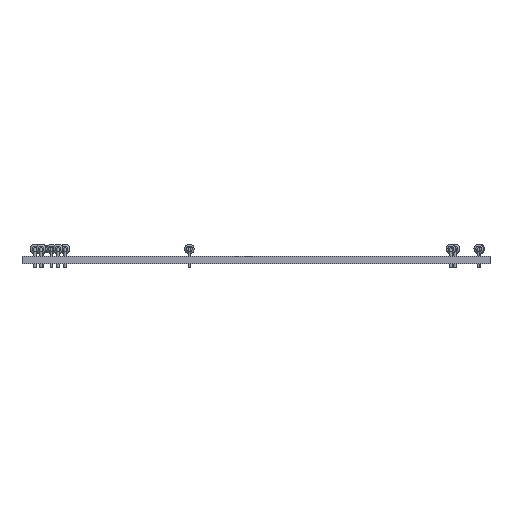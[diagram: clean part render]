
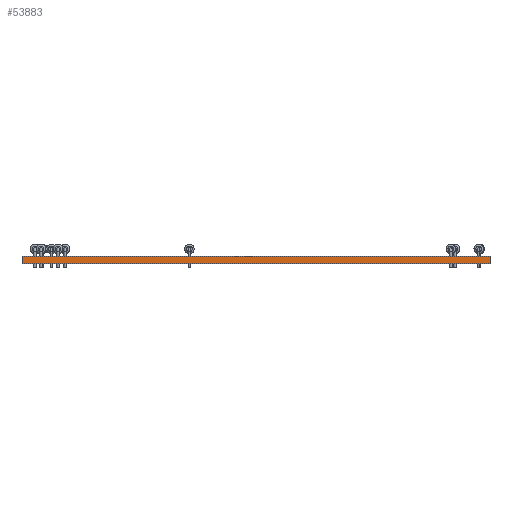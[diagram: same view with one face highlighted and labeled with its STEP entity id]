
A CAD part, front view. The second image highlights one B-rep face of the part: STEP entity #53883.
In plain terms, the highlighted planar face has unit normal (0, -1, 0).
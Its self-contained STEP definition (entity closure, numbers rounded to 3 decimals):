
#53883 = ADVANCED_FACE('',(#53884),#53918,.T.);
#53884 = FACE_BOUND('',#53885,.T.);
#53885 = EDGE_LOOP('',(#53886,#53896,#53904,#53912));
#53886 = ORIENTED_EDGE('',*,*,#53887,.T.);
#53887 = EDGE_CURVE('',#53888,#53890,#53892,.T.);
#53888 = VERTEX_POINT('',#53889);
#53889 = CARTESIAN_POINT('',(188.689,-143.535,0.));
#53890 = VERTEX_POINT('',#53891);
#53891 = CARTESIAN_POINT('',(188.689,-143.535,1.51));
#53892 = LINE('',#53893,#53894);
#53893 = CARTESIAN_POINT('',(188.689,-143.535,0.));
#53894 = VECTOR('',#53895,1.);
#53895 = DIRECTION('',(0.,0.,1.));
#53896 = ORIENTED_EDGE('',*,*,#53897,.T.);
#53897 = EDGE_CURVE('',#53890,#53898,#53900,.T.);
#53898 = VERTEX_POINT('',#53899);
#53899 = CARTESIAN_POINT('',(89.676,-143.535,1.51));
#53900 = LINE('',#53901,#53902);
#53901 = CARTESIAN_POINT('',(188.689,-143.535,1.51));
#53902 = VECTOR('',#53903,1.);
#53903 = DIRECTION('',(-1.,0.,0.));
#53904 = ORIENTED_EDGE('',*,*,#53905,.F.);
#53905 = EDGE_CURVE('',#53906,#53898,#53908,.T.);
#53906 = VERTEX_POINT('',#53907);
#53907 = CARTESIAN_POINT('',(89.676,-143.535,0.));
#53908 = LINE('',#53909,#53910);
#53909 = CARTESIAN_POINT('',(89.676,-143.535,0.));
#53910 = VECTOR('',#53911,1.);
#53911 = DIRECTION('',(0.,0.,1.));
#53912 = ORIENTED_EDGE('',*,*,#53913,.F.);
#53913 = EDGE_CURVE('',#53888,#53906,#53914,.T.);
#53914 = LINE('',#53915,#53916);
#53915 = CARTESIAN_POINT('',(188.689,-143.535,0.));
#53916 = VECTOR('',#53917,1.);
#53917 = DIRECTION('',(-1.,0.,0.));
#53918 = PLANE('',#53919);
#53919 = AXIS2_PLACEMENT_3D('',#53920,#53921,#53922);
#53920 = CARTESIAN_POINT('',(188.689,-143.535,0.));
#53921 = DIRECTION('',(0.,-1.,0.));
#53922 = DIRECTION('',(-1.,0.,0.));
